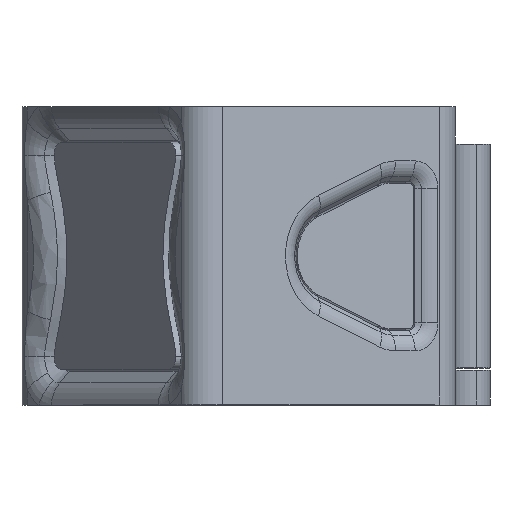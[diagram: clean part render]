
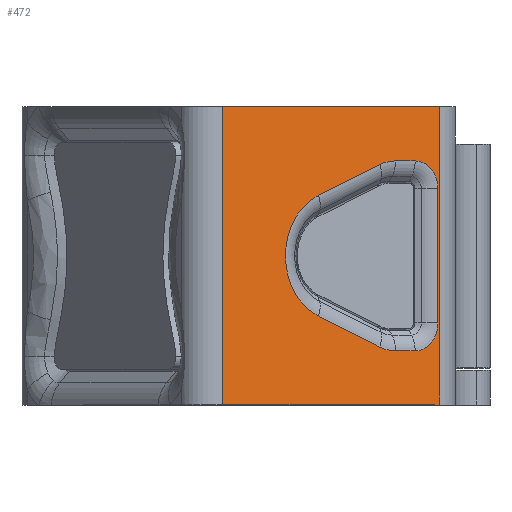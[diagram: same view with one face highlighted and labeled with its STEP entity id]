
A CAD part, top view. The second image highlights one B-rep face of the part: STEP entity #472.
In plain terms, the highlighted planar face has unit normal (0.574, 0, 0.819).
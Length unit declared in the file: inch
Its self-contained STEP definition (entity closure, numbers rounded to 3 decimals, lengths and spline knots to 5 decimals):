
#115=FACE_BOUND('',#1015,.T.);
#116=FACE_BOUND('',#1016,.T.);
#472=ADVANCED_FACE('',(#115,#116),#674,.T.);
#674=PLANE('',#4190);
#1015=EDGE_LOOP('',(#1727,#1728,#1729,#1730));
#1016=EDGE_LOOP('',(#1731,#1732,#1733,#1734,#1735,#1736,#1737,#1738,#1739,
#1740));
#1265=CIRCLE('',#4153,0.3442);
#1271=CIRCLE('',#4161,0.26546);
#1275=CIRCLE('',#4167,0.14735);
#1279=CIRCLE('',#4173,0.14735);
#1283=CIRCLE('',#4179,0.26546);
#1727=ORIENTED_EDGE('',*,*,#3149,.T.);
#1728=ORIENTED_EDGE('',*,*,#3070,.F.);
#1729=ORIENTED_EDGE('',*,*,#3150,.T.);
#1730=ORIENTED_EDGE('',*,*,#3056,.F.);
#1731=ORIENTED_EDGE('',*,*,#3109,.F.);
#1732=ORIENTED_EDGE('',*,*,#3137,.F.);
#1733=ORIENTED_EDGE('',*,*,#3135,.F.);
#1734=ORIENTED_EDGE('',*,*,#3132,.F.);
#1735=ORIENTED_EDGE('',*,*,#3129,.F.);
#1736=ORIENTED_EDGE('',*,*,#3126,.F.);
#1737=ORIENTED_EDGE('',*,*,#3123,.F.);
#1738=ORIENTED_EDGE('',*,*,#3120,.F.);
#1739=ORIENTED_EDGE('',*,*,#3117,.F.);
#1740=ORIENTED_EDGE('',*,*,#3114,.F.);
#2661=VERTEX_POINT('',#6095);
#2662=VERTEX_POINT('',#6097);
#2673=VERTEX_POINT('',#6122);
#2674=VERTEX_POINT('',#6124);
#2706=VERTEX_POINT('',#6348);
#2707=VERTEX_POINT('',#6350);
#2709=VERTEX_POINT('',#6356);
#2711=VERTEX_POINT('',#6362);
#2713=VERTEX_POINT('',#6368);
#2715=VERTEX_POINT('',#6374);
#2717=VERTEX_POINT('',#6380);
#2719=VERTEX_POINT('',#6386);
#2721=VERTEX_POINT('',#6392);
#2723=VERTEX_POINT('',#6398);
#3056=EDGE_CURVE('',#2661,#2662,#3572,.T.);
#3070=EDGE_CURVE('',#2673,#2674,#3580,.T.);
#3109=EDGE_CURVE('',#2706,#2707,#1265,.T.);
#3114=EDGE_CURVE('',#2707,#2709,#3592,.T.);
#3117=EDGE_CURVE('',#2709,#2711,#1271,.T.);
#3120=EDGE_CURVE('',#2711,#2713,#3594,.T.);
#3123=EDGE_CURVE('',#2713,#2715,#1275,.T.);
#3126=EDGE_CURVE('',#2715,#2717,#3596,.T.);
#3129=EDGE_CURVE('',#2717,#2719,#1279,.T.);
#3132=EDGE_CURVE('',#2719,#2721,#3598,.T.);
#3135=EDGE_CURVE('',#2721,#2723,#1283,.T.);
#3137=EDGE_CURVE('',#2723,#2706,#3600,.T.);
#3149=EDGE_CURVE('',#2661,#2674,#3609,.T.);
#3150=EDGE_CURVE('',#2673,#2662,#3610,.T.);
#3572=LINE('',#6096,#3853);
#3580=LINE('',#6123,#3861);
#3592=LINE('',#6359,#3873);
#3594=LINE('',#6371,#3875);
#3596=LINE('',#6383,#3877);
#3598=LINE('',#6395,#3879);
#3600=LINE('',#6404,#3881);
#3609=LINE('',#6428,#3890);
#3610=LINE('',#6429,#3891);
#3853=VECTOR('',#4659,1.);
#3861=VECTOR('',#4681,1.);
#3873=VECTOR('',#4743,1.);
#3875=VECTOR('',#4757,1.);
#3877=VECTOR('',#4771,1.);
#3879=VECTOR('',#4785,1.);
#3881=VECTOR('',#4797,1.);
#3890=VECTOR('',#4824,1.);
#3891=VECTOR('',#4825,1.);
#4153=AXIS2_PLACEMENT_3D('',#6349,#4732,#4733);
#4161=AXIS2_PLACEMENT_3D('',#6365,#4750,#4751);
#4167=AXIS2_PLACEMENT_3D('',#6377,#4764,#4765);
#4173=AXIS2_PLACEMENT_3D('',#6389,#4778,#4779);
#4179=AXIS2_PLACEMENT_3D('',#6401,#4792,#4793);
#4190=AXIS2_PLACEMENT_3D('',#6430,#4826,#4827);
#4659=DIRECTION('',(0.819,0.,-0.574));
#4681=DIRECTION('',(-0.819,0.,0.574));
#4732=DIRECTION('',(0.574,0.,0.819));
#4733=DIRECTION('',(-0.819,0.,0.574));
#4743=DIRECTION('',(0.757,-0.382,-0.53));
#4750=DIRECTION('',(0.574,0.,0.819));
#4751=DIRECTION('',(-0.159,-0.981,0.112));
#4757=DIRECTION('',(0.819,0.,-0.574));
#4764=DIRECTION('',(0.574,0.,0.819));
#4765=DIRECTION('',(0.579,-0.707,-0.406));
#4771=DIRECTION('',(0.,1.,0.));
#4778=DIRECTION('',(0.574,0.,0.819));
#4779=DIRECTION('',(0.579,0.707,-0.406));
#4785=DIRECTION('',(-0.819,0.,0.574));
#4792=DIRECTION('',(0.574,0.,0.819));
#4793=DIRECTION('',(-0.159,0.981,0.112));
#4797=DIRECTION('',(-0.757,-0.382,0.53));
#4824=DIRECTION('',(0.,-1.,0.));
#4825=DIRECTION('',(0.,1.,0.));
#4826=DIRECTION('',(0.574,0.,0.819));
#4827=DIRECTION('',(-0.819,0.,0.574));
#6095=CARTESIAN_POINT('',(0.77373,0.7874,2.23618));
#6096=CARTESIAN_POINT('',(1.06802,0.7874,2.03012));
#6097=CARTESIAN_POINT('',(1.91861,0.7874,1.43453));
#6122=CARTESIAN_POINT('',(1.91861,-0.7874,1.43453));
#6123=CARTESIAN_POINT('',(1.91861,-0.7874,1.43453));
#6124=CARTESIAN_POINT('',(0.77373,-0.7874,2.23618));
#6348=CARTESIAN_POINT('',(1.2789,0.31816,1.88246));
#6349=CARTESIAN_POINT('',(1.38649,0.,1.80713));
#6350=CARTESIAN_POINT('',(1.2789,-0.31816,1.88246));
#6356=CARTESIAN_POINT('',(1.60322,-0.48159,1.65537));
#6359=CARTESIAN_POINT('',(1.04834,-0.20196,2.0439));
#6362=CARTESIAN_POINT('',(1.68619,-0.50168,1.59727));
#6365=CARTESIAN_POINT('',(1.68619,-0.23622,1.59727));
#6368=CARTESIAN_POINT('',(1.78961,-0.50168,1.52485));
#6371=CARTESIAN_POINT('',(0.99545,-0.50168,2.08093));
#6374=CARTESIAN_POINT('',(1.91031,-0.35433,1.44034));
#6377=CARTESIAN_POINT('',(1.78961,-0.35433,1.52485));
#6380=CARTESIAN_POINT('',(1.91031,0.35433,1.44034));
#6383=CARTESIAN_POINT('',(1.91031,-0.65945,1.44034));
#6386=CARTESIAN_POINT('',(1.78961,0.50168,1.52485));
#6389=CARTESIAN_POINT('',(1.78961,0.35433,1.52485));
#6392=CARTESIAN_POINT('',(1.68619,0.50168,1.59727));
#6395=CARTESIAN_POINT('',(1.04383,0.50168,2.04706));
#6398=CARTESIAN_POINT('',(1.60322,0.48159,1.65537));
#6401=CARTESIAN_POINT('',(1.68619,0.23622,1.59727));
#6404=CARTESIAN_POINT('',(0.81115,0.08243,2.20998));
#6428=CARTESIAN_POINT('',(0.77373,-0.74803,2.23618));
#6429=CARTESIAN_POINT('',(1.91861,0.74803,1.43453));
#6430=CARTESIAN_POINT('',(0.77373,-0.74803,2.23618));
